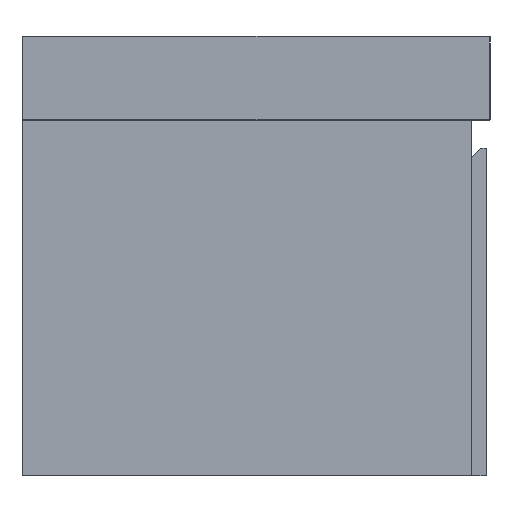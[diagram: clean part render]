
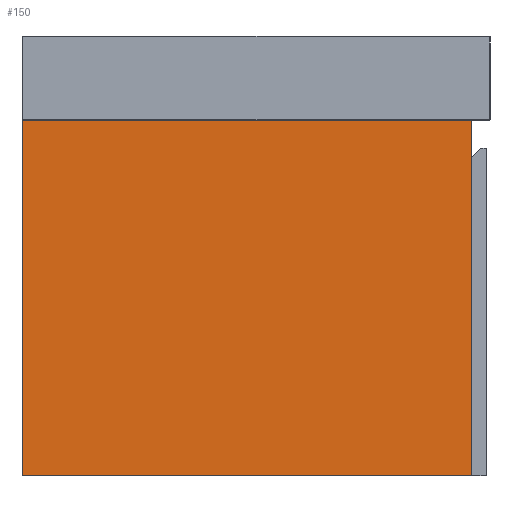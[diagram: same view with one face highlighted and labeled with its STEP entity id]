
A CAD part, left-side view. The second image highlights one B-rep face of the part: STEP entity #150.
In plain terms, the highlighted planar face has unit normal (-1, 0, 0).
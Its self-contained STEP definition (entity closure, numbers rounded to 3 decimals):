
#150=ADVANCED_FACE('',(#201),#772,.T.);
#201=FACE_OUTER_BOUND('',#252,.T.);
#252=EDGE_LOOP('',(#339,#340,#341,#342));
#339=ORIENTED_EDGE('',*,*,#536,.F.);
#340=ORIENTED_EDGE('',*,*,#523,.T.);
#341=ORIENTED_EDGE('',*,*,#534,.T.);
#342=ORIENTED_EDGE('',*,*,#535,.F.);
#523=EDGE_CURVE('',#712,#711,#629,.T.);
#534=EDGE_CURVE('',#711,#719,#640,.T.);
#535=EDGE_CURVE('',#720,#719,#641,.T.);
#536=EDGE_CURVE('',#712,#720,#642,.T.);
#629=B_SPLINE_CURVE_WITH_KNOTS('',1,(#1121,#1122),.UNSPECIFIED.,.F.,.F.,
(2,2),(-380.,0.),.UNSPECIFIED.);
#640=B_SPLINE_CURVE_WITH_KNOTS('',1,(#1143,#1144),.UNSPECIFIED.,.F.,.F.,
(2,2),(-480.,0.),.UNSPECIFIED.);
#641=B_SPLINE_CURVE_WITH_KNOTS('',1,(#1145,#1146),.UNSPECIFIED.,.F.,.F.,
(2,2),(-380.,0.),.UNSPECIFIED.);
#642=B_SPLINE_CURVE_WITH_KNOTS('',1,(#1147,#1148),.UNSPECIFIED.,.F.,.F.,
(2,2),(-480.,0.),.UNSPECIFIED.);
#711=VERTEX_POINT('',#1101);
#712=VERTEX_POINT('',#1102);
#719=VERTEX_POINT('',#1109);
#720=VERTEX_POINT('',#1110);
#772=PLANE('',#929);
#929=AXIS2_PLACEMENT_3D('',#1090,#991,$);
#991=DIRECTION('',(-1.,0.,0.));
#1090=CARTESIAN_POINT('',(-444.,-228.,528.));
#1101=CARTESIAN_POINT('',(-444.,190.,480.));
#1102=CARTESIAN_POINT('',(-444.,-190.,480.));
#1109=CARTESIAN_POINT('',(-444.,190.,0.));
#1110=CARTESIAN_POINT('',(-444.,-190.,0.));
#1121=CARTESIAN_POINT('',(-444.,-190.,480.));
#1122=CARTESIAN_POINT('',(-444.,190.,480.));
#1143=CARTESIAN_POINT('',(-444.,190.,480.));
#1144=CARTESIAN_POINT('',(-444.,190.,0.));
#1145=CARTESIAN_POINT('',(-444.,-190.,0.));
#1146=CARTESIAN_POINT('',(-444.,190.,0.));
#1147=CARTESIAN_POINT('',(-444.,-190.,480.));
#1148=CARTESIAN_POINT('',(-444.,-190.,0.));
